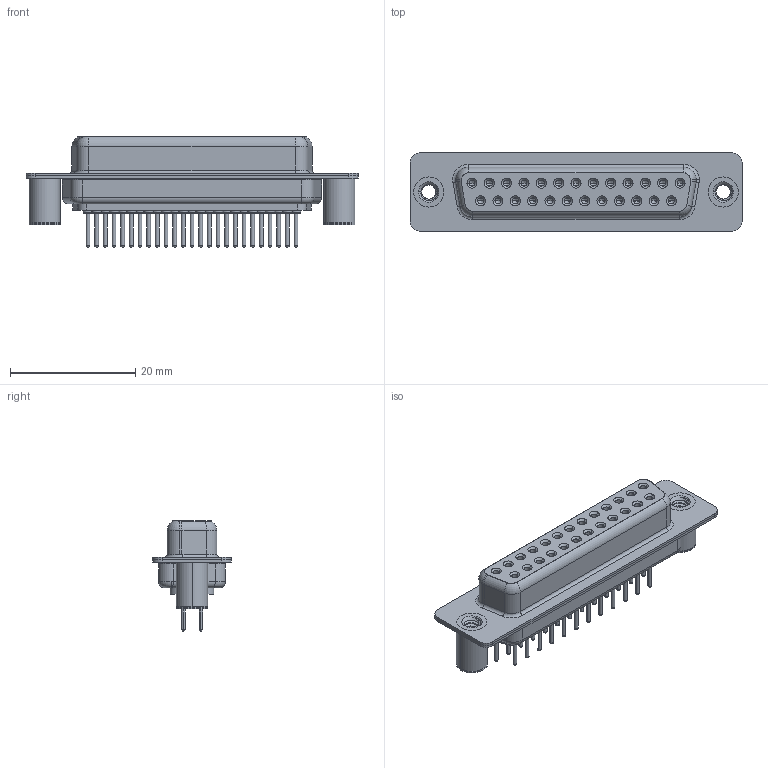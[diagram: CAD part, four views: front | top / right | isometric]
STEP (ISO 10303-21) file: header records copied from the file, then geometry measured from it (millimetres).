
FILE_DESCRIPTION (( 'STEP AP203' ), '1' );
FILE_NAME ('628-M25-621-WT3.STEP', '2020-07-17T02:47:09', ( '' ), ( '' ), 'SwSTEP 2.0', 'SolidWorks 2020', '' );
FILE_SCHEMA (( 'CONFIG_CONTROL_DESIGN' ));
Length unit declared in the file: millimetre
Products named in the file (7): 628M Shell Front_25 Contacts; 628M Housing_25 Contacts; 628M Contact Row 2_21; 628M 4-40 Threaded Board Spacer; 628-M25-621-WT3; 628M Contact Row 1_21; 628M Shell Rear_25 Contacts
Assembly tree (30 placements, depth 2):
  628-M25-621-WT3
    628M Housing_25 Contacts
    628M Shell Front_25 Contacts
    628M Shell Rear_25 Contacts
    628M Contact Row 1_21  x13
    628M Contact Row 2_21  x12
    628M 4-40 Threaded Board Spacer  x2
Bounding box: 53.05 x 12.5 x 17.6 mm (x, y, z)
Volume: 3862.6 mm3; surface area: 9404.6 mm2
Topology: 30 solids, 30 shells, 1688 faces, 3919 edges, 2402 vertices
Faces by surface type: cylinder 636, plane 442, torus 411, cone 193, bspline 6
Entity records: 22418 total; most frequent: CARTESIAN_POINT 5113, DIRECTION 3693, ORIENTED_EDGE 3076, AXIS2_PLACEMENT_3D 1562, EDGE_CURVE 1538, VERTEX_POINT 968, CIRCLE 860, EDGE_LOOP 826
